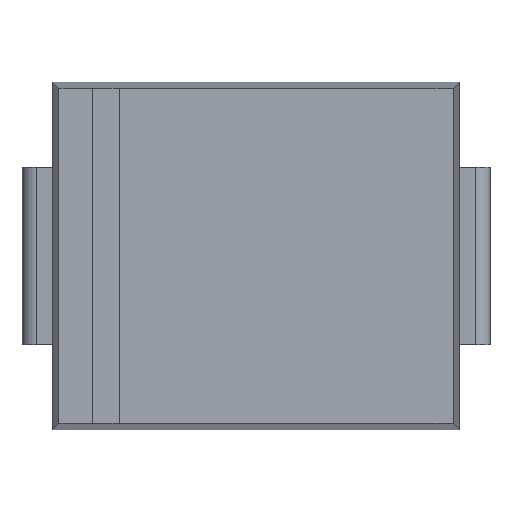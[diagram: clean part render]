
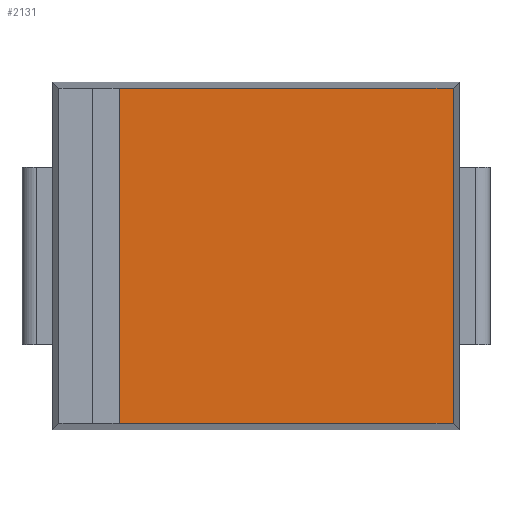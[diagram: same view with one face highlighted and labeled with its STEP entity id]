
A CAD part, top view. The second image highlights one B-rep face of the part: STEP entity #2131.
In plain terms, the highlighted planar face has unit normal (0, 0, 1).
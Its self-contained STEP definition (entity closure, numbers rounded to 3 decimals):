
#204 = VECTOR ( 'NONE', #3046, 1000. ) ;
#297 = CARTESIAN_POINT ( 'NONE',  ( -2.324, -2.847, 1.175 ) ) ;
#431 = ORIENTED_EDGE ( 'NONE', *, *, #2628, .F. ) ;
#535 = LINE ( 'NONE', #4950, #3454 ) ;
#579 = VECTOR ( 'NONE', #3246, 1000. ) ;
#741 = DIRECTION ( 'NONE',  ( 1., 0., 0. ) ) ;
#918 = ORIENTED_EDGE ( 'NONE', *, *, #2743, .T. ) ;
#1131 = DIRECTION ( 'NONE',  ( 1., 0., 0. ) ) ;
#1216 = PLANE ( 'NONE',  #5077 ) ;
#1375 = ORIENTED_EDGE ( 'NONE', *, *, #2028, .T. ) ;
#1443 = CARTESIAN_POINT ( 'NONE',  ( 3.347, -2.847, 1.175 ) ) ;
#1496 = ORIENTED_EDGE ( 'NONE', *, *, #1849, .T. ) ;
#1660 = VERTEX_POINT ( 'NONE', #1443 ) ;
#1708 = EDGE_LOOP ( 'NONE', ( #431, #1375, #1496, #918 ) ) ;
#1780 = CARTESIAN_POINT ( 'NONE',  ( -3.45, 2.847, 1.175 ) ) ;
#1849 = EDGE_CURVE ( 'NONE', #1660, #3902, #2603, .T. ) ;
#2028 = EDGE_CURVE ( 'NONE', #2963, #1660, #4483, .T. ) ;
#2131 = ADVANCED_FACE ( 'NONE', ( #3631 ), #1216, .T. ) ;
#2461 = CARTESIAN_POINT ( 'NONE',  ( -2.324, 2.847, 1.175 ) ) ;
#2603 = LINE ( 'NONE', #4014, #579 ) ;
#2616 = DIRECTION ( 'NONE',  ( 0., 1., 0. ) ) ;
#2628 = EDGE_CURVE ( 'NONE', #2963, #4610, #535, .T. ) ;
#2663 = VECTOR ( 'NONE', #1131, 1000. ) ;
#2743 = EDGE_CURVE ( 'NONE', #3902, #4610, #3761, .T. ) ;
#2963 = VERTEX_POINT ( 'NONE', #297 ) ;
#3046 = DIRECTION ( 'NONE',  ( -1., 0., 0. ) ) ;
#3246 = DIRECTION ( 'NONE',  ( 0., 1., 0. ) ) ;
#3257 = DIRECTION ( 'NONE',  ( 0., 0., 1. ) ) ;
#3454 = VECTOR ( 'NONE', #2616, 1000. ) ;
#3631 = FACE_OUTER_BOUND ( 'NONE', #1708, .T. ) ;
#3761 = LINE ( 'NONE', #1780, #204 ) ;
#3902 = VERTEX_POINT ( 'NONE', #5117 ) ;
#4014 = CARTESIAN_POINT ( 'NONE',  ( 3.347, 2.95, 1.175 ) ) ;
#4483 = LINE ( 'NONE', #4745, #2663 ) ;
#4610 = VERTEX_POINT ( 'NONE', #2461 ) ;
#4745 = CARTESIAN_POINT ( 'NONE',  ( -3.45, -2.847, 1.175 ) ) ;
#4950 = CARTESIAN_POINT ( 'NONE',  ( -2.324, 0., 1.175 ) ) ;
#5077 = AXIS2_PLACEMENT_3D ( 'NONE', #5223, #3257, #741 ) ;
#5117 = CARTESIAN_POINT ( 'NONE',  ( 3.347, 2.847, 1.175 ) ) ;
#5223 = CARTESIAN_POINT ( 'NONE',  ( 0., 0., 1.175 ) ) ;
